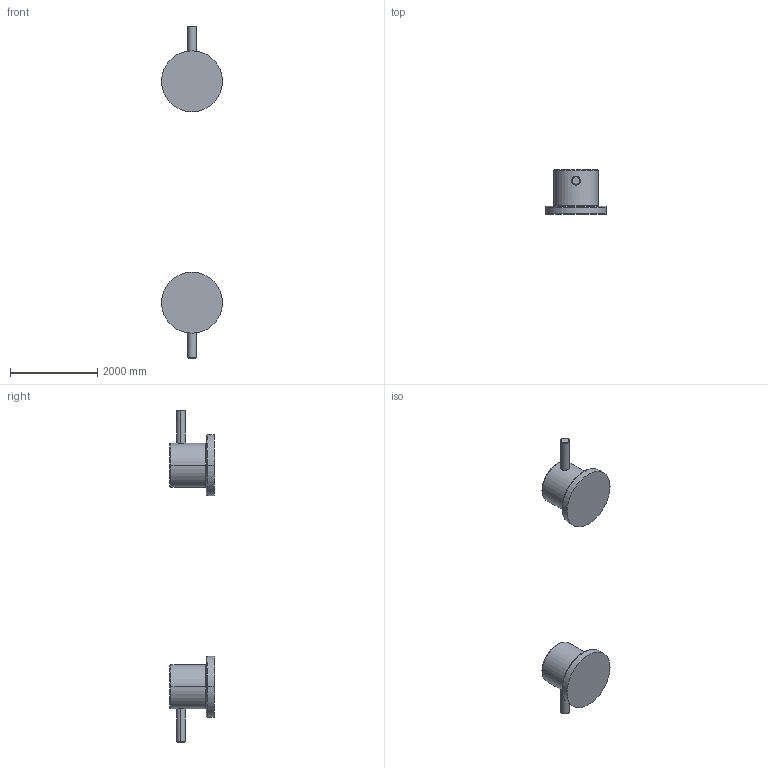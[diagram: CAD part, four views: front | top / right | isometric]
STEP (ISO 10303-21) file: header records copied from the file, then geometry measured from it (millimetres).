
FILE_DESCRIPTION((''),'2;1');
FILE_NAME('809','2018-07-29T',('MQ'),(''),'PRO/ENGINEER BY PARAMETRIC TECHNOLOGY CORPORATION, 2012130','PRO/ENGINEER BY PARAMETRIC TECHNOLOGY CORPORATION, 2012130','');
FILE_SCHEMA(('CONFIG_CONTROL_DESIGN'));
Length unit declared in the file: inch
Products named in the file (1): 809
Bounding box: 1397 x 1016 x 7620 mm (x, y, z)
Volume: 1947621179.1 mm3; surface area: 14156277.6 mm2
Topology: 2 solids, 2 shells, 38 faces, 72 edges, 44 vertices
Faces by surface type: cylinder 16, torus 12, plane 10
Entity records: 1052 total; most frequent: CARTESIAN_POINT 204, DIRECTION 196, ORIENTED_EDGE 144, AXIS2_PLACEMENT_3D 90, EDGE_CURVE 72, CIRCLE 52, VERTEX_POINT 44, EDGE_LOOP 44
